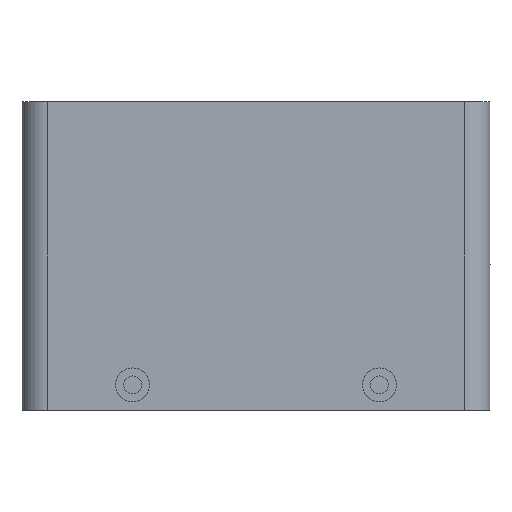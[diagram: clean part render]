
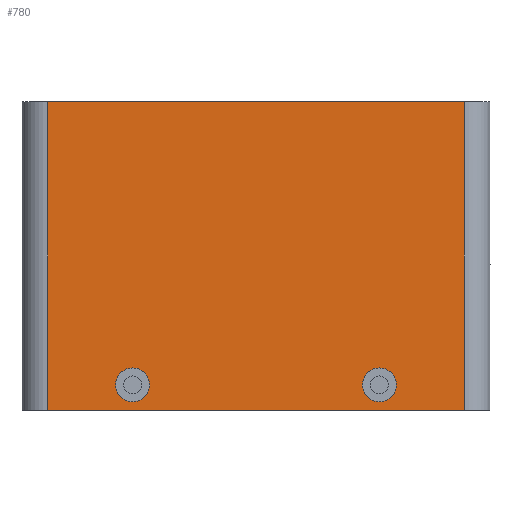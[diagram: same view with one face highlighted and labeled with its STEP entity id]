
A CAD part, front view. The second image highlights one B-rep face of the part: STEP entity #780.
In plain terms, the highlighted planar face has unit normal (0, -1, 0).
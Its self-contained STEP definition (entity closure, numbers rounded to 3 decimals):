
#25=FACE_BOUND('',#161,.T.);
#26=FACE_BOUND('',#162,.T.);
#59=CIRCLE('',#818,2.);
#62=CIRCLE('',#823,2.);
#110=FACE_OUTER_BOUND('',#160,.T.);
#160=EDGE_LOOP('',(#709,#710,#711,#712));
#161=EDGE_LOOP('',(#713));
#162=EDGE_LOOP('',(#714));
#168=LINE('',#1092,#246);
#229=LINE('',#1260,#307);
#235=LINE('',#1274,#313);
#238=LINE('',#1284,#316);
#246=VECTOR('',#868,10.);
#307=VECTOR('',#1023,10.);
#313=VECTOR('',#1039,10.);
#316=VECTOR('',#1056,10.);
#326=VERTEX_POINT('',#1089);
#327=VERTEX_POINT('',#1091);
#374=VERTEX_POINT('',#1218);
#377=VERTEX_POINT('',#1227);
#386=VERTEX_POINT('',#1257);
#387=VERTEX_POINT('',#1259);
#398=EDGE_CURVE('',#327,#326,#168,.T.);
#463=EDGE_CURVE('',#374,#374,#59,.T.);
#467=EDGE_CURVE('',#377,#377,#62,.T.);
#483=EDGE_CURVE('',#386,#387,#229,.T.);
#491=EDGE_CURVE('',#327,#386,#235,.T.);
#496=EDGE_CURVE('',#387,#326,#238,.T.);
#709=ORIENTED_EDGE('',*,*,#398,.T.);
#710=ORIENTED_EDGE('',*,*,#496,.F.);
#711=ORIENTED_EDGE('',*,*,#483,.F.);
#712=ORIENTED_EDGE('',*,*,#491,.F.);
#713=ORIENTED_EDGE('',*,*,#463,.T.);
#714=ORIENTED_EDGE('',*,*,#467,.T.);
#740=PLANE('',#852);
#780=ADVANCED_FACE('',(#110,#25,#26),#740,.T.);
#818=AXIS2_PLACEMENT_3D('',#1219,#979,#980);
#823=AXIS2_PLACEMENT_3D('',#1228,#990,#991);
#852=AXIS2_PLACEMENT_3D('',#1293,#1071,#1072);
#868=DIRECTION('',(-1.,0.,0.));
#979=DIRECTION('center_axis',(0.,1.,0.));
#980=DIRECTION('ref_axis',(1.,0.,0.));
#990=DIRECTION('center_axis',(0.,1.,0.));
#991=DIRECTION('ref_axis',(1.,0.,0.));
#1023=DIRECTION('',(-1.,0.,0.));
#1039=DIRECTION('',(0.,0.,-1.));
#1056=DIRECTION('',(0.,0.,1.));
#1071=DIRECTION('center_axis',(0.,-1.,0.));
#1072=DIRECTION('ref_axis',(1.,0.,0.));
#1089=CARTESIAN_POINT('',(3.,0.,14.9));
#1091=CARTESIAN_POINT('',(52.,0.,14.9));
#1092=CARTESIAN_POINT('',(-3.846,0.,14.9));
#1218=CARTESIAN_POINT('',(11.,0.,-18.4));
#1219=CARTESIAN_POINT('Origin',(13.,0.,-18.4));
#1227=CARTESIAN_POINT('',(40.,0.,-18.4));
#1228=CARTESIAN_POINT('Origin',(42.,0.,-18.4));
#1257=CARTESIAN_POINT('',(52.,0.,-21.4));
#1259=CARTESIAN_POINT('',(3.,0.,-21.4));
#1260=CARTESIAN_POINT('',(0.,0.,-21.4));
#1274=CARTESIAN_POINT('',(52.,0.,0.));
#1284=CARTESIAN_POINT('',(3.,0.,0.));
#1293=CARTESIAN_POINT('Origin',(0.,0.,0.));
